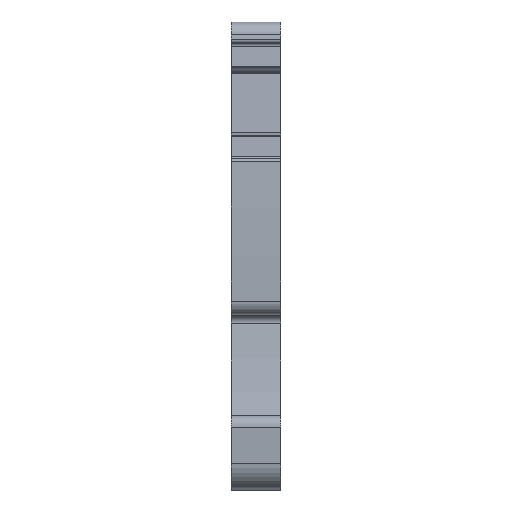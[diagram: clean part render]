
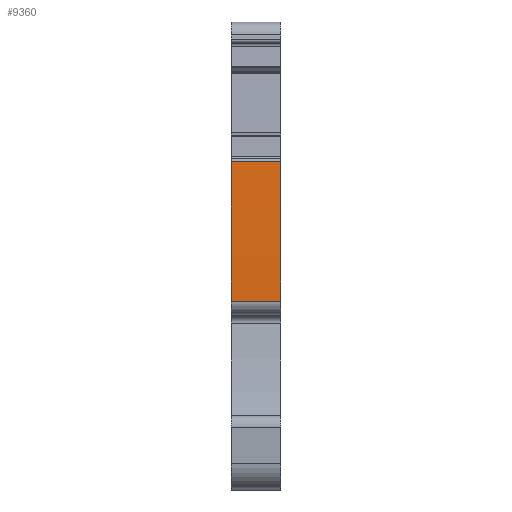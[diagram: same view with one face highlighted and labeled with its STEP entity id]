
A CAD part, front view. The second image highlights one B-rep face of the part: STEP entity #9360.
In plain terms, the highlighted cylindrical face has radius 122.182 mm (diameter 244.364 mm), a partial arc.
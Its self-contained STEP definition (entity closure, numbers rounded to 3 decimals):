
#1608=AXIS2_PLACEMENT_3D('Circle Axis2P3D',#1606,#1607,$) ;
#1615=AXIS2_PLACEMENT_3D('Circle Axis2P3D',#1613,#1614,$) ;
#2836=AXIS2_PLACEMENT_3D('Circle Axis2P3D',#2834,#2835,$) ;
#2843=AXIS2_PLACEMENT_3D('Circle Axis2P3D',#2841,#2842,$) ;
#9345=AXIS2_PLACEMENT_3D('Cylinder Axis2P3D',#9342,#9343,#9344) ;
#1603=CARTESIAN_POINT('Vertex',(0.,1.529,13.42)) ;
#1606=CARTESIAN_POINT('Axis2P3D Location',(0.,123.728,17.108)) ;
#1610=CARTESIAN_POINT('Vertex',(0.,1.528,13.45)) ;
#1613=CARTESIAN_POINT('Axis2P3D Location',(0.,123.656,17.106)) ;
#1617=CARTESIAN_POINT('Vertex',(0.,1.637,23.414)) ;
#2831=CARTESIAN_POINT('Vertex',(3.5,1.637,23.414)) ;
#2834=CARTESIAN_POINT('Axis2P3D Location',(3.5,123.656,17.106)) ;
#2838=CARTESIAN_POINT('Vertex',(3.5,1.528,13.45)) ;
#2841=CARTESIAN_POINT('Axis2P3D Location',(3.5,123.728,17.108)) ;
#2845=CARTESIAN_POINT('Vertex',(3.5,1.529,13.42)) ;
#9329=CARTESIAN_POINT('Line Origine',(1.75,1.529,13.42)) ;
#9342=CARTESIAN_POINT('Axis2P3D Location',(1.75,123.656,17.106)) ;
#9347=CARTESIAN_POINT('Line Origine',(1.75,1.637,23.414)) ;
#1607=DIRECTION('Axis2P3D Direction',(1.,0.,0.)) ;
#1614=DIRECTION('Axis2P3D Direction',(1.,0.,0.)) ;
#2835=DIRECTION('Axis2P3D Direction',(1.,0.,0.)) ;
#2842=DIRECTION('Axis2P3D Direction',(1.,0.,0.)) ;
#9330=DIRECTION('Vector Direction',(1.,0.,0.)) ;
#9343=DIRECTION('Axis2P3D Direction',(1.,0.,0.)) ;
#9344=DIRECTION('Axis2P3D XDirection',(0.,-0.992,0.126)) ;
#9348=DIRECTION('Vector Direction',(1.,0.,0.)) ;
#9331=VECTOR('Line Direction',#9330,1.) ;
#9349=VECTOR('Line Direction',#9348,1.) ;
#9353=ORIENTED_EDGE('',*,*,#2840,.F.) ;
#9354=ORIENTED_EDGE('',*,*,#9351,.T.) ;
#9355=ORIENTED_EDGE('',*,*,#1619,.T.) ;
#9356=ORIENTED_EDGE('',*,*,#1612,.T.) ;
#9357=ORIENTED_EDGE('',*,*,#9333,.T.) ;
#9358=ORIENTED_EDGE('',*,*,#2847,.F.) ;
#9360=ADVANCED_FACE('MLD',(#9359),#9346,.T.) ;
#1609=CIRCLE('generated circle',#1608,122.254) ;
#1616=CIRCLE('generated circle',#1615,122.182) ;
#2837=CIRCLE('generated circle',#2836,122.182) ;
#2844=CIRCLE('generated circle',#2843,122.254) ;
#9346=CYLINDRICAL_SURFACE('generated cylinder',#9345,122.182) ;
#1612=EDGE_CURVE('',#1611,#1604,#1609,.T.) ;
#1619=EDGE_CURVE('',#1618,#1611,#1616,.T.) ;
#2840=EDGE_CURVE('',#2832,#2839,#2837,.T.) ;
#2847=EDGE_CURVE('',#2839,#2846,#2844,.T.) ;
#9333=EDGE_CURVE('',#1604,#2846,#9332,.T.) ;
#9351=EDGE_CURVE('',#2832,#1618,#9350,.F.) ;
#9352=EDGE_LOOP('',(#9353,#9354,#9355,#9356,#9357,#9358)) ;
#9359=FACE_OUTER_BOUND('',#9352,.T.) ;
#9332=LINE('Line',#9329,#9331) ;
#9350=LINE('Line',#9347,#9349) ;
#1604=VERTEX_POINT('',#1603) ;
#1611=VERTEX_POINT('',#1610) ;
#1618=VERTEX_POINT('',#1617) ;
#2832=VERTEX_POINT('',#2831) ;
#2839=VERTEX_POINT('',#2838) ;
#2846=VERTEX_POINT('',#2845) ;
